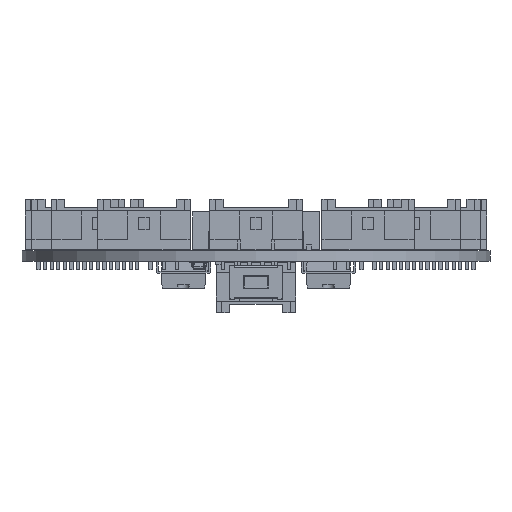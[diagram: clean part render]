
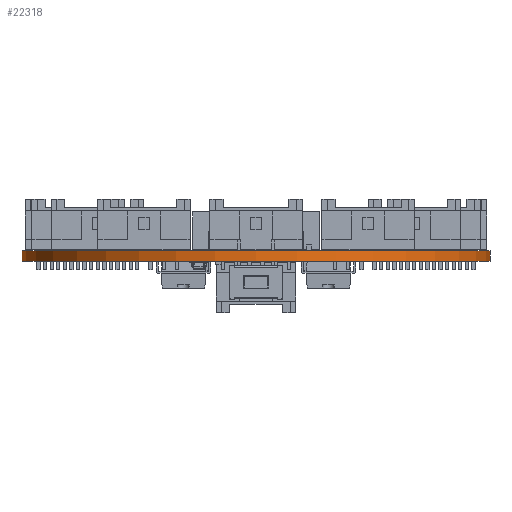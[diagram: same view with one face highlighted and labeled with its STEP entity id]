
A CAD part, front view. The second image highlights one B-rep face of the part: STEP entity #22318.
In plain terms, the highlighted cylindrical face has radius 35.5 mm (diameter 71 mm), a full revolution.
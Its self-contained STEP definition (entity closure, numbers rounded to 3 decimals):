
#1935=FACE_OUTER_BOUND('',#3145,.T.);
#3145=EDGE_LOOP('',(#15912,#15913,#15914,#15915));
#4794=LINE('',#32463,#7201);
#7201=VECTOR('',#26674,35.5);
#9805=CIRCLE('',#24089,35.5);
#9806=CIRCLE('',#24090,35.5);
#10379=VERTEX_POINT('',#32460);
#10380=VERTEX_POINT('',#32462);
#12604=EDGE_CURVE('',#10379,#10379,#9805,.T.);
#12605=EDGE_CURVE('',#10379,#10380,#4794,.T.);
#12606=EDGE_CURVE('',#10380,#10380,#9806,.T.);
#15912=ORIENTED_EDGE('',*,*,#12604,.F.);
#15913=ORIENTED_EDGE('',*,*,#12605,.T.);
#15914=ORIENTED_EDGE('',*,*,#12606,.T.);
#15915=ORIENTED_EDGE('',*,*,#12605,.F.);
#21543=CYLINDRICAL_SURFACE('',#24088,35.5);
#22318=ADVANCED_FACE('',(#1935),#21543,.T.);
#24088=AXIS2_PLACEMENT_3D('',#32459,#26670,#26671);
#24089=AXIS2_PLACEMENT_3D('',#32461,#26672,#26673);
#24090=AXIS2_PLACEMENT_3D('',#32464,#26675,#26676);
#26670=DIRECTION('center_axis',(0.,0.,1.));
#26671=DIRECTION('ref_axis',(1.,0.,0.));
#26672=DIRECTION('center_axis',(0.,0.,1.));
#26673=DIRECTION('ref_axis',(1.,0.,0.));
#26674=DIRECTION('',(0.,0.,-1.));
#26675=DIRECTION('center_axis',(0.,0.,1.));
#26676=DIRECTION('ref_axis',(1.,0.,0.));
#32459=CARTESIAN_POINT('Origin',(0.,0.,0.));
#32460=CARTESIAN_POINT('',(-35.5,0.,1.57));
#32461=CARTESIAN_POINT('Origin',(0.,0.,1.57));
#32462=CARTESIAN_POINT('',(-35.5,0.,0.));
#32463=CARTESIAN_POINT('',(-35.5,0.,0.));
#32464=CARTESIAN_POINT('Origin',(0.,0.,0.));
